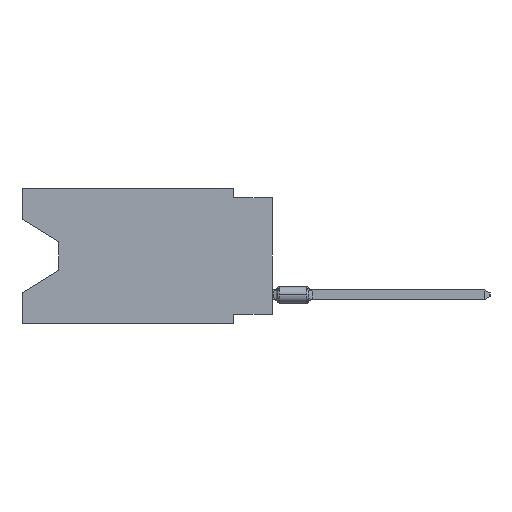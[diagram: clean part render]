
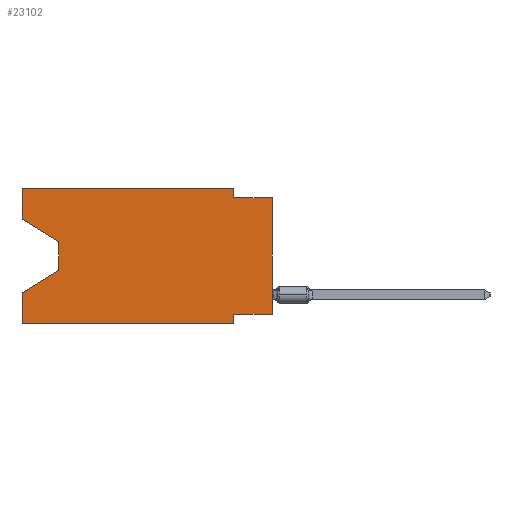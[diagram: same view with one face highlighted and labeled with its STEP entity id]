
A CAD part, left-side view. The second image highlights one B-rep face of the part: STEP entity #23102.
In plain terms, the highlighted planar face has unit normal (-1, 0, 0).
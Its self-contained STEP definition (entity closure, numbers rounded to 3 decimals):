
#22 = EDGE_CURVE ( 'NONE', #15634, #27135, #15060, .T. ) ;
#425 = CARTESIAN_POINT ( 'NONE',  ( 0., 13.97, -3.505 ) ) ;
#519 = DIRECTION ( 'NONE',  ( 0., -1., 0. ) ) ;
#719 = CARTESIAN_POINT ( 'NONE',  ( 0., 16.383, 0. ) ) ;
#1621 = CARTESIAN_POINT ( 'NONE',  ( 0., 2.54, -8.89 ) ) ;
#1689 = VECTOR ( 'NONE', #5816, 1000. ) ;
#2157 = LINE ( 'NONE', #11107, #28780 ) ;
#2610 = LINE ( 'NONE', #425, #8001 ) ;
#2754 = DIRECTION ( 'NONE',  ( 0., 0., 1. ) ) ;
#2846 = CARTESIAN_POINT ( 'NONE',  ( 0., 16.383, -2.038 ) ) ;
#3001 = EDGE_CURVE ( 'NONE', #22585, #19426, #27768, .T. ) ;
#3004 = ORIENTED_EDGE ( 'NONE', *, *, #6295, .T. ) ;
#3200 = LINE ( 'NONE', #719, #20732 ) ;
#3595 = VERTEX_POINT ( 'NONE', #2846 ) ;
#3787 = DIRECTION ( 'NONE',  ( 0., 0., -1. ) ) ;
#4373 = DIRECTION ( 'NONE',  ( 0., 0.855, -0.519 ) ) ;
#4508 = CARTESIAN_POINT ( 'NONE',  ( 0., 13.97, -5.385 ) ) ;
#4518 = VECTOR ( 'NONE', #19021, 1000. ) ;
#4669 = DIRECTION ( 'NONE',  ( 0., 0., 1. ) ) ;
#4728 = DIRECTION ( 'NONE',  ( 0., -1., 0. ) ) ;
#4751 = LINE ( 'NONE', #11493, #12925 ) ;
#5219 = VECTOR ( 'NONE', #14160, 1000. ) ;
#5336 = VERTEX_POINT ( 'NONE', #14176 ) ;
#5816 = DIRECTION ( 'NONE',  ( 0., 0., 1. ) ) ;
#5826 = CARTESIAN_POINT ( 'NONE',  ( 0., 16.383, -2.038 ) ) ;
#6069 = VECTOR ( 'NONE', #4669, 1000. ) ;
#6295 = EDGE_CURVE ( 'NONE', #9622, #27398, #8932, .T. ) ;
#6550 = AXIS2_PLACEMENT_3D ( 'NONE', #14927, #23868, #3787 ) ;
#7601 = VERTEX_POINT ( 'NONE', #27883 ) ;
#8001 = VECTOR ( 'NONE', #18307, 1000. ) ;
#8340 = EDGE_CURVE ( 'NONE', #7601, #9622, #2610, .T. ) ;
#8423 = ORIENTED_EDGE ( 'NONE', *, *, #18544, .T. ) ;
#8442 = LINE ( 'NONE', #27932, #1689 ) ;
#8633 = VECTOR ( 'NONE', #10591, 1000. ) ;
#8656 = ORIENTED_EDGE ( 'NONE', *, *, #10676, .F. ) ;
#8932 = LINE ( 'NONE', #4508, #28433 ) ;
#9083 = CARTESIAN_POINT ( 'NONE',  ( 0., 2.54, -8.89 ) ) ;
#9585 = EDGE_LOOP ( 'NONE', ( #16717, #12377, #3004, #8656, #8423, #26308, #11224, #19365, #26726, #16284, #21503, #19569 ) ) ;
#9622 = VERTEX_POINT ( 'NONE', #28623 ) ;
#10098 = LINE ( 'NONE', #5826, #4518 ) ;
#10591 = DIRECTION ( 'NONE',  ( 0., 0., -1. ) ) ;
#10676 = EDGE_CURVE ( 'NONE', #27306, #27398, #3200, .T. ) ;
#11107 = CARTESIAN_POINT ( 'NONE',  ( 0., 16.383, 0. ) ) ;
#11224 = ORIENTED_EDGE ( 'NONE', *, *, #3001, .F. ) ;
#11493 = CARTESIAN_POINT ( 'NONE',  ( 0., 16.383, -8.89 ) ) ;
#12131 = CARTESIAN_POINT ( 'NONE',  ( 0., 2.54, -8.255 ) ) ;
#12377 = ORIENTED_EDGE ( 'NONE', *, *, #8340, .T. ) ;
#12925 = VECTOR ( 'NONE', #519, 1000. ) ;
#14076 = CARTESIAN_POINT ( 'NONE',  ( 0., 2.54, -0.635 ) ) ;
#14160 = DIRECTION ( 'NONE',  ( 0., 1., 0. ) ) ;
#14176 = CARTESIAN_POINT ( 'NONE',  ( 0., 16.383, 0. ) ) ;
#14927 = CARTESIAN_POINT ( 'NONE',  ( 0., 16.383, 0. ) ) ;
#15060 = LINE ( 'NONE', #19967, #17712 ) ;
#15469 = VERTEX_POINT ( 'NONE', #9083 ) ;
#15634 = VERTEX_POINT ( 'NONE', #14076 ) ;
#16284 = ORIENTED_EDGE ( 'NONE', *, *, #21013, .F. ) ;
#16717 = ORIENTED_EDGE ( 'NONE', *, *, #26601, .T. ) ;
#16774 = CARTESIAN_POINT ( 'NONE',  ( 0., 0., -8.255 ) ) ;
#17148 = CARTESIAN_POINT ( 'NONE',  ( 0., 2.54, 0. ) ) ;
#17680 = EDGE_CURVE ( 'NONE', #22585, #27135, #18145, .T. ) ;
#17712 = VECTOR ( 'NONE', #4728, 1000. ) ;
#18145 = LINE ( 'NONE', #26646, #6069 ) ;
#18307 = DIRECTION ( 'NONE',  ( 0., 0., -1. ) ) ;
#18544 = EDGE_CURVE ( 'NONE', #27306, #15469, #4751, .T. ) ;
#19021 = DIRECTION ( 'NONE',  ( 0., -0.855, -0.519 ) ) ;
#19104 = CARTESIAN_POINT ( 'NONE',  ( 0., 2.54, 0. ) ) ;
#19193 = EDGE_CURVE ( 'NONE', #19426, #15469, #23622, .T. ) ;
#19365 = ORIENTED_EDGE ( 'NONE', *, *, #17680, .T. ) ;
#19426 = VERTEX_POINT ( 'NONE', #12131 ) ;
#19491 = EDGE_CURVE ( 'NONE', #3595, #5336, #8442, .T. ) ;
#19545 = CARTESIAN_POINT ( 'NONE',  ( 0., 0., -0.635 ) ) ;
#19569 = ORIENTED_EDGE ( 'NONE', *, *, #19491, .F. ) ;
#19967 = CARTESIAN_POINT ( 'NONE',  ( 0., 0., -0.635 ) ) ;
#20033 = DIRECTION ( 'NONE',  ( 0., -1., 0. ) ) ;
#20693 = CARTESIAN_POINT ( 'NONE',  ( 0., 0., -8.255 ) ) ;
#20732 = VECTOR ( 'NONE', #2754, 1000. ) ;
#21013 = EDGE_CURVE ( 'NONE', #21497, #15634, #27291, .T. ) ;
#21497 = VERTEX_POINT ( 'NONE', #17148 ) ;
#21503 = ORIENTED_EDGE ( 'NONE', *, *, #25140, .F. ) ;
#22585 = VERTEX_POINT ( 'NONE', #20693 ) ;
#23073 = CARTESIAN_POINT ( 'NONE',  ( 0., 16.383, -6.852 ) ) ;
#23102 = ADVANCED_FACE ( 'NONE', ( #27821 ), #28255, .F. ) ;
#23622 = LINE ( 'NONE', #1621, #26442 ) ;
#23868 = DIRECTION ( 'NONE',  ( 1., 0., 0. ) ) ;
#25140 = EDGE_CURVE ( 'NONE', #5336, #21497, #2157, .T. ) ;
#25389 = CARTESIAN_POINT ( 'NONE',  ( 0., 16.383, -8.89 ) ) ;
#26081 = DIRECTION ( 'NONE',  ( 0., 0., -1. ) ) ;
#26308 = ORIENTED_EDGE ( 'NONE', *, *, #19193, .F. ) ;
#26442 = VECTOR ( 'NONE', #26081, 1000. ) ;
#26601 = EDGE_CURVE ( 'NONE', #3595, #7601, #10098, .T. ) ;
#26646 = CARTESIAN_POINT ( 'NONE',  ( 0., 0., 0. ) ) ;
#26726 = ORIENTED_EDGE ( 'NONE', *, *, #22, .F. ) ;
#27135 = VERTEX_POINT ( 'NONE', #19545 ) ;
#27291 = LINE ( 'NONE', #19104, #8633 ) ;
#27306 = VERTEX_POINT ( 'NONE', #25389 ) ;
#27398 = VERTEX_POINT ( 'NONE', #23073 ) ;
#27768 = LINE ( 'NONE', #16774, #5219 ) ;
#27821 = FACE_OUTER_BOUND ( 'NONE', #9585, .T. ) ;
#27883 = CARTESIAN_POINT ( 'NONE',  ( 0., 13.97, -3.505 ) ) ;
#27932 = CARTESIAN_POINT ( 'NONE',  ( 0., 16.383, 0. ) ) ;
#28255 = PLANE ( 'NONE',  #6550 ) ;
#28433 = VECTOR ( 'NONE', #4373, 1000. ) ;
#28623 = CARTESIAN_POINT ( 'NONE',  ( 0., 13.97, -5.385 ) ) ;
#28780 = VECTOR ( 'NONE', #20033, 1000. ) ;
